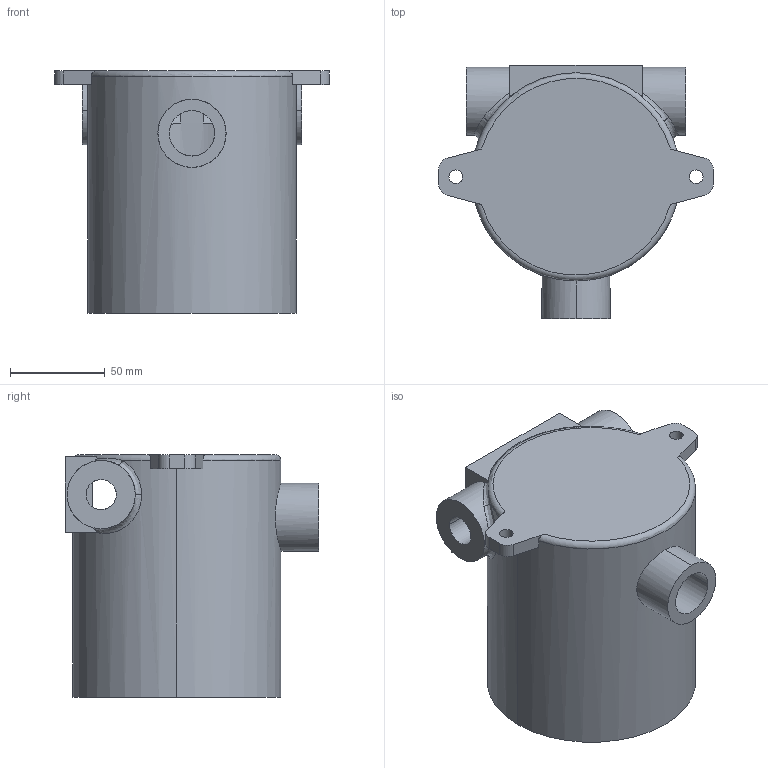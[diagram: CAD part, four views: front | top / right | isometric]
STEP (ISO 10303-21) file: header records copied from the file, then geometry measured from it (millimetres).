
FILE_DESCRIPTION((''),'2;1');
FILE_NAME('153376_SW','2010-07-07T',('banengservice'),('BANNER ENGINEERING'),'PRO/ENGINEER BY PARAMETRIC TECHNOLOGY CORPORATION, 2009141','PRO/ENGINEER BY PARAMETRIC TECHNOLOGY CORPORATION, 2009141','');
FILE_SCHEMA(('CONFIG_CONTROL_DESIGN'));
Length unit declared in the file: inch
Products named in the file (1): 153376_SW
Bounding box: 145 x 134 x 128 mm (x, y, z)
Volume: 571492.2 mm3; surface area: 125310.7 mm2
Topology: 1 solids, 1 shells, 99 faces, 258 edges, 164 vertices
Faces by surface type: cylinder 41, plane 38, cone 12, bspline 6, torus 2
Entity records: 3814 total; most frequent: CARTESIAN_POINT 1369, DIRECTION 502, ORIENTED_EDGE 500, EDGE_CURVE 250, AXIS2_PLACEMENT_3D 199, VERTEX_POINT 164, EDGE_LOOP 118, CIRCLE 106
